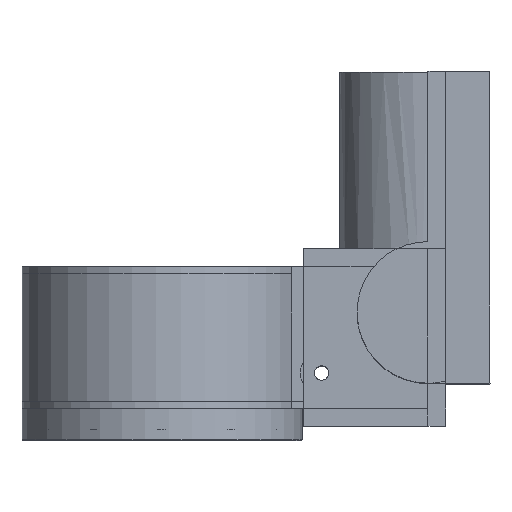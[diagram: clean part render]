
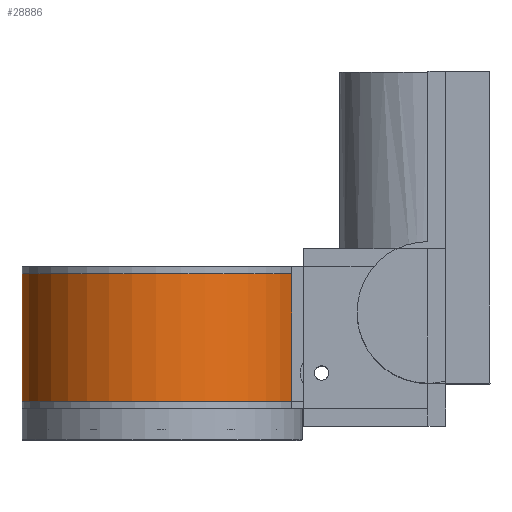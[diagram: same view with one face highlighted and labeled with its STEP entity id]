
A CAD part, top view. The second image highlights one B-rep face of the part: STEP entity #28886.
In plain terms, the highlighted face is a revolution surface.
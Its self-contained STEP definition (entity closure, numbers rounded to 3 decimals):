
#28886 = ADVANCED_FACE('',(#28887),#28901,.T.);
#28887 = FACE_BOUND('',#28888,.T.);
#28888 = EDGE_LOOP('',(#28889,#28915,#28932,#28948));
#28889 = ORIENTED_EDGE('',*,*,#28890,.T.);
#28890 = EDGE_CURVE('',#28891,#28893,#28895,.T.);
#28891 = VERTEX_POINT('',#28892);
#28892 = CARTESIAN_POINT('',(36.541,2.,
    15.));
#28893 = VERTEX_POINT('',#28894);
#28894 = CARTESIAN_POINT('',(36.541,38.,
    15.));
#28895 = SURFACE_CURVE('',#28896,(#28900),.PCURVE_S1.);
#28896 = LINE('',#28897,#28898);
#28897 = CARTESIAN_POINT('',(36.541,2.,15.));
#28898 = VECTOR('',#28899,1.);
#28899 = DIRECTION('',(0.,1.,0.));
#28900 = PCURVE('',#28901,#28909);
#28901 = SURFACE_OF_REVOLUTION('',#28902,#28906);
#28902 = LINE('',#28903,#28904);
#28903 = CARTESIAN_POINT('',(-18.31,2.,
    -35.));
#28904 = VECTOR('',#28905,1.);
#28905 = DIRECTION('',(0.,1.,0.));
#28906 = AXIS1_PLACEMENT('',#28907,#28908);
#28907 = CARTESIAN_POINT('',(0.,41.,0.)
  );
#28908 = DIRECTION('',(0.,1.,0.));
#28909 = DEFINITIONAL_REPRESENTATION('',(#28910),#28914);
#28910 = LINE('',#28911,#28912);
#28911 = CARTESIAN_POINT('',(3.841,0.));
#28912 = VECTOR('',#28913,1.);
#28913 = DIRECTION('',(0.,1.));
#28914 = ( GEOMETRIC_REPRESENTATION_CONTEXT(2) 
PARAMETRIC_REPRESENTATION_CONTEXT() REPRESENTATION_CONTEXT('2D SPACE',''
  ) );
#28915 = ORIENTED_EDGE('',*,*,#28916,.T.);
#28916 = EDGE_CURVE('',#28893,#28917,#28919,.T.);
#28917 = VERTEX_POINT('',#28918);
#28918 = CARTESIAN_POINT('',(-18.31,38.,
    -35.));
#28919 = SURFACE_CURVE('',#28920,(#28925),.PCURVE_S1.);
#28920 = CIRCLE('',#28921,39.5);
#28921 = AXIS2_PLACEMENT_3D('',#28922,#28923,#28924);
#28922 = CARTESIAN_POINT('',(0.,38.,0.));
#28923 = DIRECTION('',(0.,-1.,0.));
#28924 = DIRECTION('',(1.,0.,0.));
#28925 = PCURVE('',#28901,#28926);
#28926 = DEFINITIONAL_REPRESENTATION('',(#28927),#28931);
#28927 = LINE('',#28928,#28929);
#28928 = CARTESIAN_POINT('',(4.23,36.));
#28929 = VECTOR('',#28930,1.);
#28930 = DIRECTION('',(-1.,0.));
#28931 = ( GEOMETRIC_REPRESENTATION_CONTEXT(2) 
PARAMETRIC_REPRESENTATION_CONTEXT() REPRESENTATION_CONTEXT('2D SPACE',''
  ) );
#28932 = ORIENTED_EDGE('',*,*,#28933,.T.);
#28933 = EDGE_CURVE('',#28917,#28934,#28936,.T.);
#28934 = VERTEX_POINT('',#28935);
#28935 = CARTESIAN_POINT('',(-18.31,2.,
    -35.));
#28936 = SURFACE_CURVE('',#28937,(#28941),.PCURVE_S1.);
#28937 = LINE('',#28938,#28939);
#28938 = CARTESIAN_POINT('',(-18.31,38.,-35.));
#28939 = VECTOR('',#28940,1.);
#28940 = DIRECTION('',(0.,-1.,0.));
#28941 = PCURVE('',#28901,#28942);
#28942 = DEFINITIONAL_REPRESENTATION('',(#28943),#28947);
#28943 = LINE('',#28944,#28945);
#28944 = CARTESIAN_POINT('',(0.,36.));
#28945 = VECTOR('',#28946,1.);
#28946 = DIRECTION('',(0.,-1.));
#28947 = ( GEOMETRIC_REPRESENTATION_CONTEXT(2) 
PARAMETRIC_REPRESENTATION_CONTEXT() REPRESENTATION_CONTEXT('2D SPACE',''
  ) );
#28948 = ORIENTED_EDGE('',*,*,#28949,.T.);
#28949 = EDGE_CURVE('',#28934,#28891,#28950,.T.);
#28950 = SURFACE_CURVE('',#28951,(#28956),.PCURVE_S1.);
#28951 = CIRCLE('',#28952,39.5);
#28952 = AXIS2_PLACEMENT_3D('',#28953,#28954,#28955);
#28953 = CARTESIAN_POINT('',(0.,2.,0.));
#28954 = DIRECTION('',(0.,1.,0.));
#28955 = DIRECTION('',(1.,0.,0.));
#28956 = PCURVE('',#28901,#28957);
#28957 = DEFINITIONAL_REPRESENTATION('',(#28958),#28962);
#28958 = LINE('',#28959,#28960);
#28959 = CARTESIAN_POINT('',(-2.053,0.));
#28960 = VECTOR('',#28961,1.);
#28961 = DIRECTION('',(1.,0.));
#28962 = ( GEOMETRIC_REPRESENTATION_CONTEXT(2) 
PARAMETRIC_REPRESENTATION_CONTEXT() REPRESENTATION_CONTEXT('2D SPACE',''
  ) );
